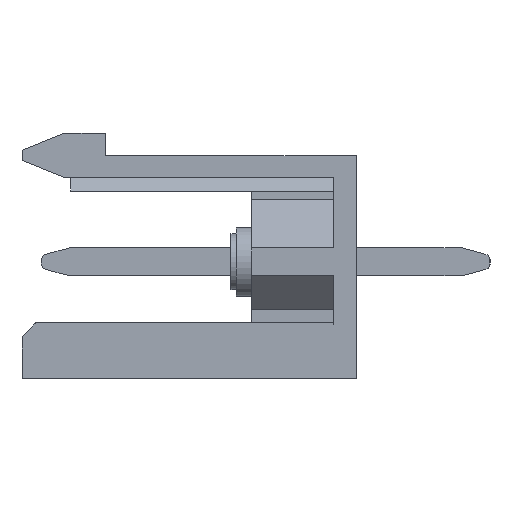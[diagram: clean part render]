
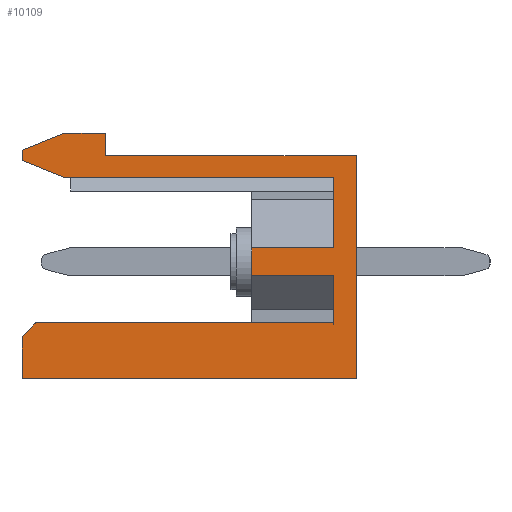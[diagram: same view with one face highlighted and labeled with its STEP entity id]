
A CAD part, left-side view. The second image highlights one B-rep face of the part: STEP entity #10109.
In plain terms, the highlighted planar face has unit normal (-1, 0, 0).
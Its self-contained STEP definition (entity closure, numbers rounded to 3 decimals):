
#153 = LINE ( 'NONE', #23809, #15494 ) ;
#172 = CARTESIAN_POINT ( 'NONE',  ( 0., 3.75, -4.31 ) ) ;
#185 = CARTESIAN_POINT ( 'NONE',  ( 0., 10.5, 0.8 ) ) ;
#526 = VERTEX_POINT ( 'NONE', #39670 ) ;
#1091 = PLANE ( 'NONE',  #31140 ) ;
#1169 = EDGE_CURVE ( 'NONE', #16554, #11875, #6252, .T. ) ;
#2526 = DIRECTION ( 'NONE',  ( 0., -0.928, 0.371 ) ) ;
#3030 = ORIENTED_EDGE ( 'NONE', *, *, #30027, .F. ) ;
#3191 = EDGE_CURVE ( 'NONE', #15947, #7082, #35238, .T. ) ;
#3239 = DIRECTION ( 'NONE',  ( 0., 0., 1. ) ) ;
#3285 = DIRECTION ( 'NONE',  ( 0., -1., 0. ) ) ;
#3903 = LINE ( 'NONE', #37030, #20212 ) ;
#4020 = CARTESIAN_POINT ( 'NONE',  ( 0., 10.5, 0.8 ) ) ;
#4263 = VECTOR ( 'NONE', #13485, 1000. ) ;
#4281 = EDGE_CURVE ( 'NONE', #24951, #14639, #31762, .T. ) ;
#4607 = CARTESIAN_POINT ( 'NONE',  ( 0., 0., 0. ) ) ;
#5155 = LINE ( 'NONE', #23068, #20488 ) ;
#5278 = VECTOR ( 'NONE', #17469, 1000. ) ;
#5323 = ORIENTED_EDGE ( 'NONE', *, *, #15850, .F. ) ;
#5673 = VECTOR ( 'NONE', #31206, 1000. ) ;
#6142 = LINE ( 'NONE', #11810, #29594 ) ;
#6192 = DIRECTION ( 'NONE',  ( 0., -1., 0. ) ) ;
#6252 = LINE ( 'NONE', #29645, #5278 ) ;
#6490 = VECTOR ( 'NONE', #24692, 1000. ) ;
#6664 = EDGE_CURVE ( 'NONE', #19934, #36416, #5155, .T. ) ;
#6967 = ORIENTED_EDGE ( 'NONE', *, *, #23392, .F. ) ;
#7082 = VERTEX_POINT ( 'NONE', #37467 ) ;
#7811 = LINE ( 'NONE', #24142, #23145 ) ;
#9722 = EDGE_CURVE ( 'NONE', #24951, #526, #13976, .T. ) ;
#10109 = ADVANCED_FACE ( 'NONE', ( #38347 ), #1091, .F. ) ;
#10110 = EDGE_CURVE ( 'NONE', #12229, #36353, #37395, .T. ) ;
#10343 = DIRECTION ( 'NONE',  ( 1., 0., 0. ) ) ;
#10703 = LINE ( 'NONE', #185, #17942 ) ;
#11244 = VECTOR ( 'NONE', #30923, 1000. ) ;
#11326 = CARTESIAN_POINT ( 'NONE',  ( 0., 3.75, -3.31 ) ) ;
#11761 = VERTEX_POINT ( 'NONE', #4607 ) ;
#11810 = CARTESIAN_POINT ( 'NONE',  ( 0., 11.5, -6. ) ) ;
#11875 = VERTEX_POINT ( 'NONE', #26675 ) ;
#11972 = EDGE_CURVE ( 'NONE', #26298, #27755, #6142, .T. ) ;
#12229 = VERTEX_POINT ( 'NONE', #19638 ) ;
#12412 = LINE ( 'NONE', #16589, #4263 ) ;
#12550 = CARTESIAN_POINT ( 'NONE',  ( 0., 12., -0.17 ) ) ;
#13010 = VECTOR ( 'NONE', #38880, 1000. ) ;
#13485 = DIRECTION ( 'NONE',  ( 0., 0., -1. ) ) ;
#13976 = LINE ( 'NONE', #11326, #13010 ) ;
#14639 = VERTEX_POINT ( 'NONE', #29552 ) ;
#15494 = VECTOR ( 'NONE', #39181, 1000. ) ;
#15656 = ORIENTED_EDGE ( 'NONE', *, *, #17524, .T. ) ;
#15850 = EDGE_CURVE ( 'NONE', #38149, #19934, #30084, .T. ) ;
#15947 = VERTEX_POINT ( 'NONE', #22646 ) ;
#16035 = CARTESIAN_POINT ( 'NONE',  ( 0., 0.8, -0.77 ) ) ;
#16399 = CARTESIAN_POINT ( 'NONE',  ( 0., 0., 0. ) ) ;
#16554 = VERTEX_POINT ( 'NONE', #26717 ) ;
#16589 = CARTESIAN_POINT ( 'NONE',  ( 0., 0., 0. ) ) ;
#17386 = EDGE_CURVE ( 'NONE', #36416, #38659, #20391, .T. ) ;
#17469 = DIRECTION ( 'NONE',  ( 0., 0., 1. ) ) ;
#17524 = EDGE_CURVE ( 'NONE', #526, #11875, #30889, .T. ) ;
#17942 = VECTOR ( 'NONE', #3285, 1000. ) ;
#18136 = CARTESIAN_POINT ( 'NONE',  ( 0., 3.75, -3.31 ) ) ;
#18248 = ORIENTED_EDGE ( 'NONE', *, *, #26671, .F. ) ;
#18998 = VECTOR ( 'NONE', #25009, 1000. ) ;
#19633 = DIRECTION ( 'NONE',  ( 0., 0., -1. ) ) ;
#19638 = CARTESIAN_POINT ( 'NONE',  ( 0., 9.01, 0.8 ) ) ;
#19934 = VERTEX_POINT ( 'NONE', #22317 ) ;
#20212 = VECTOR ( 'NONE', #21811, 1000. ) ;
#20363 = EDGE_CURVE ( 'NONE', #7082, #27755, #3903, .T. ) ;
#20391 = LINE ( 'NONE', #27872, #11244 ) ;
#20445 = ORIENTED_EDGE ( 'NONE', *, *, #6664, .F. ) ;
#20488 = VECTOR ( 'NONE', #26159, 1000. ) ;
#20810 = ORIENTED_EDGE ( 'NONE', *, *, #10110, .F. ) ;
#20910 = CARTESIAN_POINT ( 'NONE',  ( 0., 10.5, 0.8 ) ) ;
#20952 = ORIENTED_EDGE ( 'NONE', *, *, #4281, .F. ) ;
#21232 = LINE ( 'NONE', #21592, #28417 ) ;
#21449 = CARTESIAN_POINT ( 'NONE',  ( 0., 3.75, -3.31 ) ) ;
#21592 = CARTESIAN_POINT ( 'NONE',  ( 0., 0.8, -0.77 ) ) ;
#21811 = DIRECTION ( 'NONE',  ( 0., 0., 1. ) ) ;
#22317 = CARTESIAN_POINT ( 'NONE',  ( 0., 10.5, -0.77 ) ) ;
#22646 = CARTESIAN_POINT ( 'NONE',  ( 0., 0., -8. ) ) ;
#23068 = CARTESIAN_POINT ( 'NONE',  ( 0., 12., -0.17 ) ) ;
#23145 = VECTOR ( 'NONE', #30300, 1000. ) ;
#23392 = EDGE_CURVE ( 'NONE', #31304, #12229, #10703, .T. ) ;
#23661 = VECTOR ( 'NONE', #6192, 1000. ) ;
#23809 = CARTESIAN_POINT ( 'NONE',  ( 0., 0.8, -6. ) ) ;
#24000 = EDGE_CURVE ( 'NONE', #14639, #38149, #21232, .T. ) ;
#24142 = CARTESIAN_POINT ( 'NONE',  ( 0., 9.01, 0. ) ) ;
#24692 = DIRECTION ( 'NONE',  ( 0., -1., 0. ) ) ;
#24706 = CARTESIAN_POINT ( 'NONE',  ( 0., 12., 0.2 ) ) ;
#24951 = VERTEX_POINT ( 'NONE', #18136 ) ;
#25009 = DIRECTION ( 'NONE',  ( 0., 1., 0. ) ) ;
#25086 = CARTESIAN_POINT ( 'NONE',  ( 0., 10.5, -0.77 ) ) ;
#26159 = DIRECTION ( 'NONE',  ( 0., 0.928, 0.371 ) ) ;
#26298 = VERTEX_POINT ( 'NONE', #30674 ) ;
#26365 = ORIENTED_EDGE ( 'NONE', *, *, #34338, .F. ) ;
#26671 = EDGE_CURVE ( 'NONE', #38659, #31304, #32198, .T. ) ;
#26675 = CARTESIAN_POINT ( 'NONE',  ( 0., 0.8, -4.31 ) ) ;
#26717 = CARTESIAN_POINT ( 'NONE',  ( 0., 0.8, -6. ) ) ;
#27033 = EDGE_CURVE ( 'NONE', #26298, #16554, #153, .T. ) ;
#27165 = ORIENTED_EDGE ( 'NONE', *, *, #27033, .F. ) ;
#27195 = ORIENTED_EDGE ( 'NONE', *, *, #11972, .T. ) ;
#27260 = CARTESIAN_POINT ( 'NONE',  ( 0., 12., -6.5 ) ) ;
#27755 = VERTEX_POINT ( 'NONE', #27260 ) ;
#27872 = CARTESIAN_POINT ( 'NONE',  ( 0., 12., -0.17 ) ) ;
#27966 = CARTESIAN_POINT ( 'NONE',  ( 0., 0., -8. ) ) ;
#28417 = VECTOR ( 'NONE', #3239, 1000. ) ;
#29552 = CARTESIAN_POINT ( 'NONE',  ( 0., 0.8, -3.31 ) ) ;
#29594 = VECTOR ( 'NONE', #33192, 1000. ) ;
#29645 = CARTESIAN_POINT ( 'NONE',  ( 0., 0.8, -0.77 ) ) ;
#30027 = EDGE_CURVE ( 'NONE', #36353, #11761, #7811, .T. ) ;
#30084 = LINE ( 'NONE', #25086, #5673 ) ;
#30237 = VECTOR ( 'NONE', #19633, 1000. ) ;
#30300 = DIRECTION ( 'NONE',  ( 0., -1., 0. ) ) ;
#30674 = CARTESIAN_POINT ( 'NONE',  ( 0., 11.5, -6. ) ) ;
#30889 = LINE ( 'NONE', #172, #6490 ) ;
#30923 = DIRECTION ( 'NONE',  ( 0., 0., 1. ) ) ;
#31140 = AXIS2_PLACEMENT_3D ( 'NONE', #16399, #10343, #31737 ) ;
#31206 = DIRECTION ( 'NONE',  ( 0., 1., 0. ) ) ;
#31304 = VERTEX_POINT ( 'NONE', #4020 ) ;
#31737 = DIRECTION ( 'NONE',  ( 0., 0., -1. ) ) ;
#31762 = LINE ( 'NONE', #21449, #23661 ) ;
#32135 = ORIENTED_EDGE ( 'NONE', *, *, #1169, .F. ) ;
#32198 = LINE ( 'NONE', #20910, #34147 ) ;
#32403 = ORIENTED_EDGE ( 'NONE', *, *, #20363, .F. ) ;
#32963 = ORIENTED_EDGE ( 'NONE', *, *, #24000, .F. ) ;
#33192 = DIRECTION ( 'NONE',  ( 0., 0.707, -0.707 ) ) ;
#33500 = ORIENTED_EDGE ( 'NONE', *, *, #17386, .F. ) ;
#33850 = ORIENTED_EDGE ( 'NONE', *, *, #9722, .T. ) ;
#34147 = VECTOR ( 'NONE', #2526, 1000. ) ;
#34338 = EDGE_CURVE ( 'NONE', #11761, #15947, #12412, .T. ) ;
#34881 = ORIENTED_EDGE ( 'NONE', *, *, #3191, .F. ) ;
#35238 = LINE ( 'NONE', #27966, #18998 ) ;
#36353 = VERTEX_POINT ( 'NONE', #39696 ) ;
#36416 = VERTEX_POINT ( 'NONE', #12550 ) ;
#37030 = CARTESIAN_POINT ( 'NONE',  ( 0., 12., -8. ) ) ;
#37395 = LINE ( 'NONE', #37914, #30237 ) ;
#37467 = CARTESIAN_POINT ( 'NONE',  ( 0., 12., -8. ) ) ;
#37914 = CARTESIAN_POINT ( 'NONE',  ( 0., 9.01, 0.8 ) ) ;
#38149 = VERTEX_POINT ( 'NONE', #16035 ) ;
#38347 = FACE_OUTER_BOUND ( 'NONE', #39056, .T. ) ;
#38659 = VERTEX_POINT ( 'NONE', #24706 ) ;
#38880 = DIRECTION ( 'NONE',  ( 0., 0., -1. ) ) ;
#39056 = EDGE_LOOP ( 'NONE', ( #27165, #27195, #32403, #34881, #26365, #3030, #20810, #6967, #18248, #33500, #20445, #5323, #32963, #20952, #33850, #15656, #32135 ) ) ;
#39181 = DIRECTION ( 'NONE',  ( 0., -1., 0. ) ) ;
#39670 = CARTESIAN_POINT ( 'NONE',  ( 0., 3.75, -4.31 ) ) ;
#39696 = CARTESIAN_POINT ( 'NONE',  ( 0., 9.01, 0. ) ) ;
